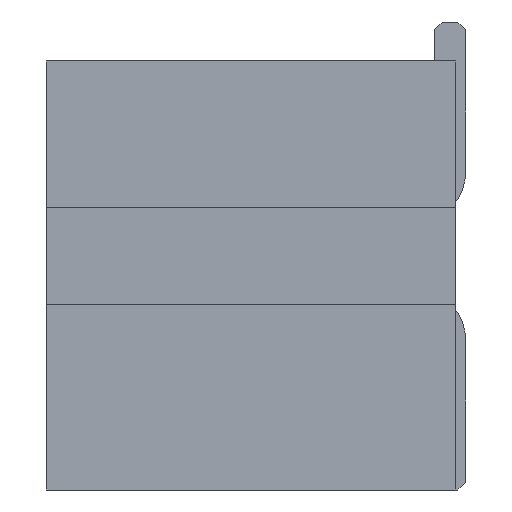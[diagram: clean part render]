
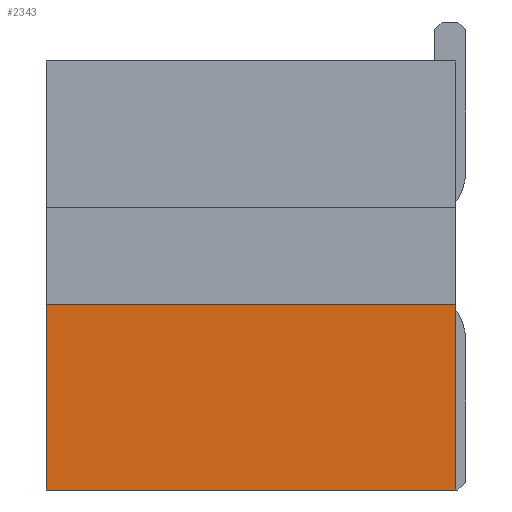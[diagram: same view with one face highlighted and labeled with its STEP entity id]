
A CAD part, left-side view. The second image highlights one B-rep face of the part: STEP entity #2343.
In plain terms, the highlighted planar face has unit normal (-1, 0, 0).
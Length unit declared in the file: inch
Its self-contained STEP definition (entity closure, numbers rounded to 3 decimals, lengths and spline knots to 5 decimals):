
#2343 = ADVANCED_FACE( '', ( #4779 ), #4780, .F. );
#4779 = FACE_OUTER_BOUND( '', #7325, .T. );
#4780 = PLANE( '', #7326 );
#7325 = EDGE_LOOP( '', ( #14910, #14911, #14912, #14913 ) );
#7326 = AXIS2_PLACEMENT_3D( '', #14914, #14915, #14916 );
#14910 = ORIENTED_EDGE( '', *, *, #18291, .F. );
#14911 = ORIENTED_EDGE( '', *, *, #18865, .T. );
#14912 = ORIENTED_EDGE( '', *, *, #17507, .T. );
#14913 = ORIENTED_EDGE( '', *, *, #16608, .T. );
#14914 = CARTESIAN_POINT( '', ( -0.75, 0.21, 0.1 ) );
#14915 = DIRECTION( '', ( 1., 0., 0. ) );
#14916 = DIRECTION( '', ( 0., 0., -1. ) );
#16608 = EDGE_CURVE( '', #20338, #20342, #20344, .T. );
#17507 = EDGE_CURVE( '', #21864, #20338, #21865, .T. );
#18291 = EDGE_CURVE( '', #23062, #20342, #23064, .T. );
#18865 = EDGE_CURVE( '', #23062, #21864, #23815, .T. );
#20338 = VERTEX_POINT( '', #25722 );
#20342 = VERTEX_POINT( '', #25728 );
#20344 = LINE( '', #25731, #25732 );
#21864 = VERTEX_POINT( '', #27953 );
#21865 = LINE( '', #27954, #27955 );
#23062 = VERTEX_POINT( '', #29761 );
#23064 = LINE( '', #29764, #29765 );
#23815 = LINE( '', #30864, #30865 );
#25722 = CARTESIAN_POINT( '', ( -0.75, 0.21, -0.12 ) );
#25728 = CARTESIAN_POINT( '', ( -0.75, 0., -0.12 ) );
#25731 = CARTESIAN_POINT( '', ( -0.75, 0.21, -0.12 ) );
#25732 = VECTOR( '', #32316, 39.37008 );
#27953 = CARTESIAN_POINT( '', ( -0.75, 0.21, -0.025 ) );
#27954 = CARTESIAN_POINT( '', ( -0.75, 0.21, 0.1 ) );
#27955 = VECTOR( '', #33171, 39.37008 );
#29761 = CARTESIAN_POINT( '', ( -0.75, 0., -0.025 ) );
#29764 = CARTESIAN_POINT( '', ( -0.75, 0., 0.1 ) );
#29765 = VECTOR( '', #33902, 39.37008 );
#30864 = CARTESIAN_POINT( '', ( -0.75, 0.21, -0.025 ) );
#30865 = VECTOR( '', #34386, 39.37008 );
#32316 = DIRECTION( '', ( 0., -1., 0. ) );
#33171 = DIRECTION( '', ( 0., 0., -1. ) );
#33902 = DIRECTION( '', ( 0., 0., -1. ) );
#34386 = DIRECTION( '', ( 0., 1., 0. ) );
